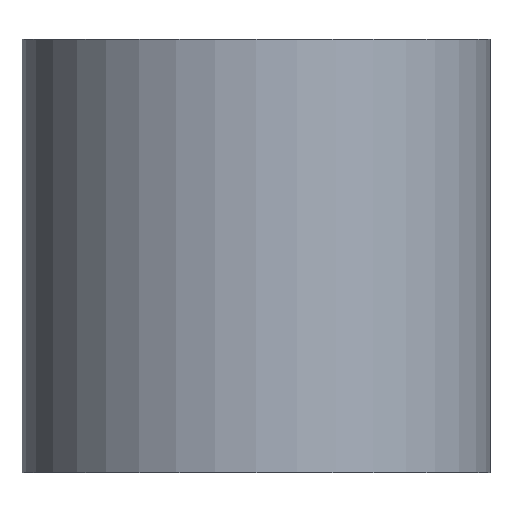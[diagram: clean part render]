
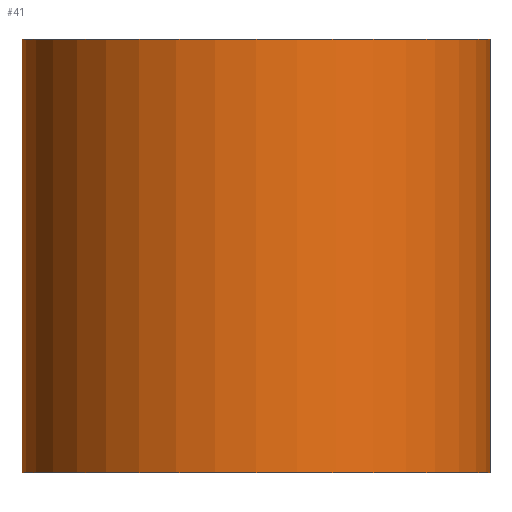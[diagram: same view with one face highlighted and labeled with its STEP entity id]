
A CAD part, front view. The second image highlights one B-rep face of the part: STEP entity #41.
In plain terms, the highlighted cylindrical face has radius 10.25 mm (diameter 20.5 mm), a full revolution.
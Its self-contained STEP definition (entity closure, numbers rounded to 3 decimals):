
#41 = ADVANCED_FACE( '', ( #83, #84 ), #85, .T. );
#83 = FACE_OUTER_BOUND( '', #124, .T. );
#84 = FACE_OUTER_BOUND( '', #125, .T. );
#85 = CYLINDRICAL_SURFACE( '', #126, 10.25 );
#124 = EDGE_LOOP( '', ( #167 ) );
#125 = EDGE_LOOP( '', ( #168 ) );
#126 = AXIS2_PLACEMENT_3D( '', #169, #170, #171 );
#167 = ORIENTED_EDGE( '', *, *, #196, .F. );
#168 = ORIENTED_EDGE( '', *, *, #206, .T. );
#169 = CARTESIAN_POINT( '', ( 0., 0., 57.15 ) );
#170 = DIRECTION( '', ( 0., 0., -1. ) );
#171 = DIRECTION( '', ( 1., 0., 0. ) );
#196 = EDGE_CURVE( '', #213, #213, #214, .T. );
#206 = EDGE_CURVE( '', #229, #229, #230, .T. );
#213 = VERTEX_POINT( '', #238 );
#214 = CIRCLE( '', #239, 10.25 );
#229 = VERTEX_POINT( '', #254 );
#230 = CIRCLE( '', #255, 10.25 );
#238 = CARTESIAN_POINT( '', ( 10.25, 0., 19. ) );
#239 = AXIS2_PLACEMENT_3D( '', #262, #263, #264 );
#254 = CARTESIAN_POINT( '', ( 10.25, 0., 0. ) );
#255 = AXIS2_PLACEMENT_3D( '', #280, #281, #282 );
#262 = CARTESIAN_POINT( '', ( 0., 0., 19. ) );
#263 = DIRECTION( '', ( 0., 0., 1. ) );
#264 = DIRECTION( '', ( 1., 0., 0. ) );
#280 = CARTESIAN_POINT( '', ( 0., 0., 0. ) );
#281 = DIRECTION( '', ( 0., 0., 1. ) );
#282 = DIRECTION( '', ( 1., 0., 0. ) );
